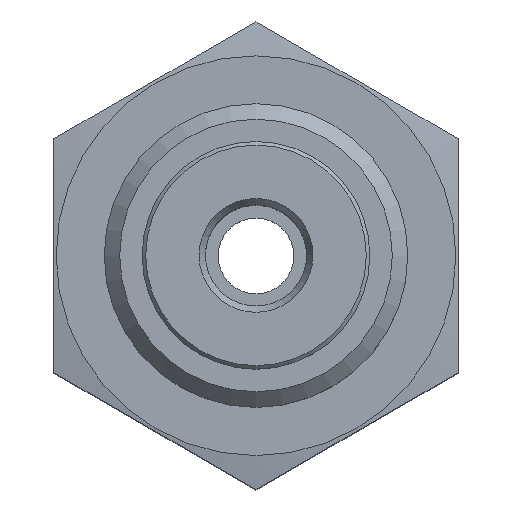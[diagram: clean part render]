
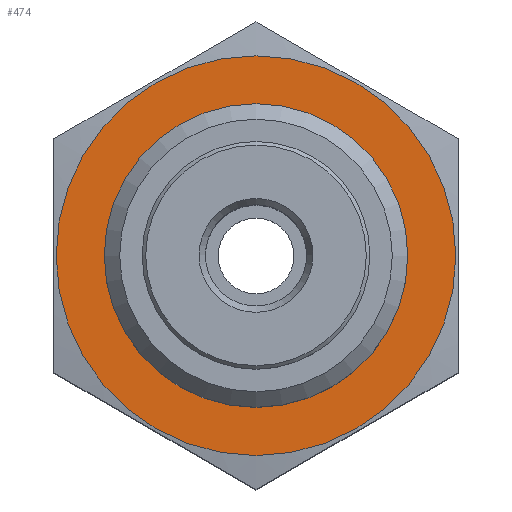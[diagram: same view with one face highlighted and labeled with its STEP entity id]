
A CAD part, top view. The second image highlights one B-rep face of the part: STEP entity #474.
In plain terms, the highlighted face is planar.
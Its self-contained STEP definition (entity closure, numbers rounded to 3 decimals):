
#143=ORIENTED_EDGE('',*,*,#214,.F.);
#144=ORIENTED_EDGE('',*,*,#207,.T.);
#207=EDGE_CURVE('',#255,#255,#291,.T.);
#214=EDGE_CURVE('',#262,#262,#292,.T.);
#255=VERTEX_POINT('',#846);
#262=VERTEX_POINT('',#885);
#291=CIRCLE('',#564,7.9);
#292=CIRCLE('',#566,6.);
#349=EDGE_LOOP('',(#143));
#350=EDGE_LOOP('',(#144));
#417=FACE_BOUND('',#349,.T.);
#418=FACE_BOUND('',#350,.T.);
#440=PLANE('',#565);
#474=ADVANCED_FACE('',(#417,#418),#440,.F.);
#564=AXIS2_PLACEMENT_3D('',#845,#690,#691);
#565=AXIS2_PLACEMENT_3D('',#883,#692,#693);
#566=AXIS2_PLACEMENT_3D('',#884,#694,#695);
#690=DIRECTION('',(1.,0.,0.));
#691=DIRECTION('',(0.,0.,-1.));
#692=DIRECTION('',(-1.,0.,0.));
#693=DIRECTION('',(0.,0.,1.));
#694=DIRECTION('',(1.,0.,0.));
#695=DIRECTION('',(0.,0.,-1.));
#845=CARTESIAN_POINT('',(5.,0.,0.));
#846=CARTESIAN_POINT('',(5.,0.,-7.9));
#883=CARTESIAN_POINT('',(5.,7.9,0.));
#884=CARTESIAN_POINT('',(5.,0.,0.));
#885=CARTESIAN_POINT('',(5.,0.,-6.));
